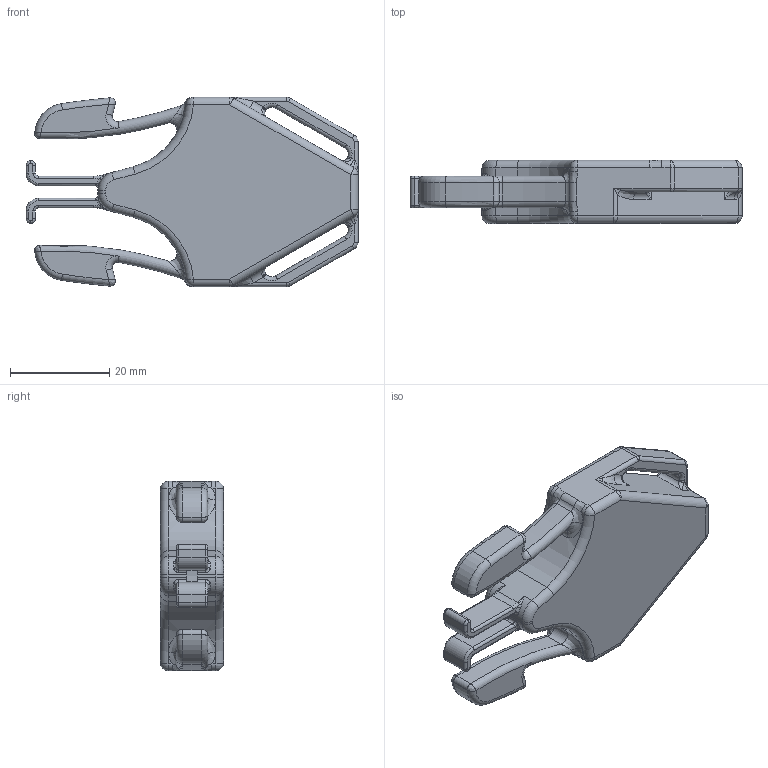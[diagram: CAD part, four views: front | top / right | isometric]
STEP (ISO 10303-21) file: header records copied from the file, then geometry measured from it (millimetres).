
FILE_DESCRIPTION(/* description */ (''),/* implementation_level */ '2;1');
FILE_NAME(/* name */ 'BG_Clip.step',/* time_stamp */ '2016-09-02T15:02:57-05:00',/* author */ (''),/* organization */ (''),/* preprocessor_version */ 'ST-DEVELOPER v16.5',/* originating_system */ 'Autodesk Translation Framework v5.1.0.2740',/* authorisation */ '');
FILE_SCHEMA (('AUTOMOTIVE_DESIGN { 1 0 10303 214 3 1 1 }'));
Length unit declared in the file: centimetre
Products named in the file (2): BG Clip 2.0 v1; BG Clip Male 2.0 male
Assembly tree (1 placements, depth 2):
  BG Clip 2.0 v1
    BG Clip Male 2.0 male
Bounding box: 66.8 x 12.7 x 38.1 mm (x, y, z)
Volume: 11364.5 mm3; surface area: 8121 mm2
Topology: 1 solids, 1 shells, 427 faces, 1082 edges, 625 vertices
Faces by surface type: cylinder 180, plane 103, bspline 66, torus 64, sphere 12, cone 2
Full cylindrical faces by diameter (mm): 2.55 x3
Entity records: 15707 total; most frequent: CARTESIAN_POINT 5724, DIRECTION 2166, ORIENTED_EDGE 2092, EDGE_CURVE 1046, AXIS2_PLACEMENT_3D 854, VERTEX_POINT 622, CIRCLE 476, LINE 458
